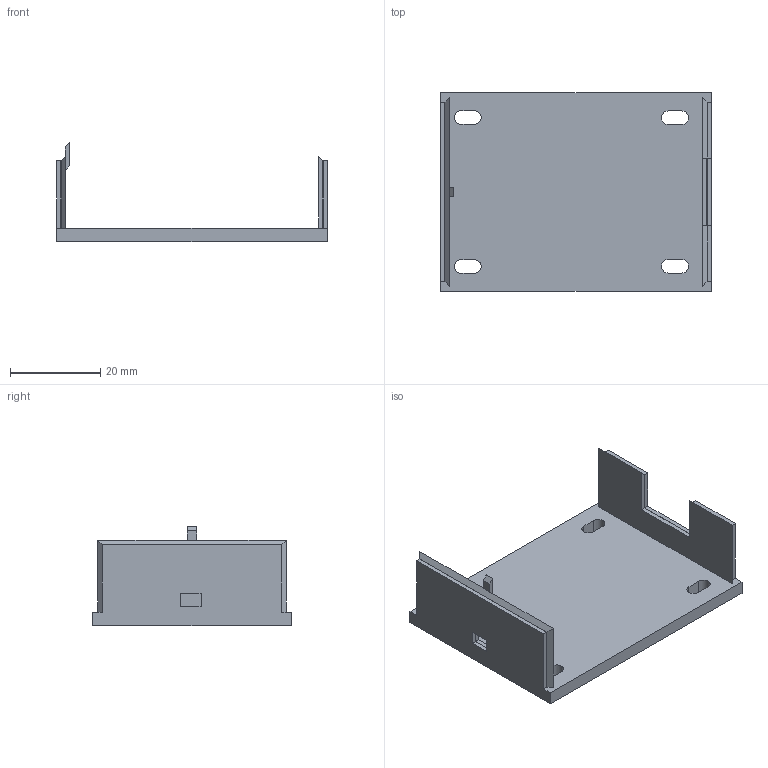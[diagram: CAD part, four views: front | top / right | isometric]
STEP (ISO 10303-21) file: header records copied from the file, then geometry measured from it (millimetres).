
FILE_DESCRIPTION(/* description */ (''),/* implementation_level */ '2;1');
FILE_NAME(/* name */ 'Controller back board new v9.step',/* time_stamp */ '2024-11-05T16:02:11-05:00',/* author */ (''),/* organization */ (''),/* preprocessor_version */ 'ST-DEVELOPER v20',/* originating_system */ 'Autodesk Translation Framework v13.20.0.188',/* authorisation */ '');
FILE_SCHEMA (('AUTOMOTIVE_DESIGN { 1 0 10303 214 3 1 1 }'));
Length unit declared in the file: millimetre
Products named in the file (1): Controller back board new
Bounding box: 60 x 44 x 22 mm (x, y, z)
Volume: 9807.7 mm3; surface area: 10499.9 mm2
Topology: 1 solids, 1 shells, 62 faces, 172 edges, 114 vertices
Faces by surface type: plane 54, cylinder 8
Entity records: 2013 total; most frequent: CARTESIAN_POINT 349, ORIENTED_EDGE 344, DIRECTION 314, EDGE_CURVE 172, LINE 156, VECTOR 156, VERTEX_POINT 114, AXIS2_PLACEMENT_3D 79
